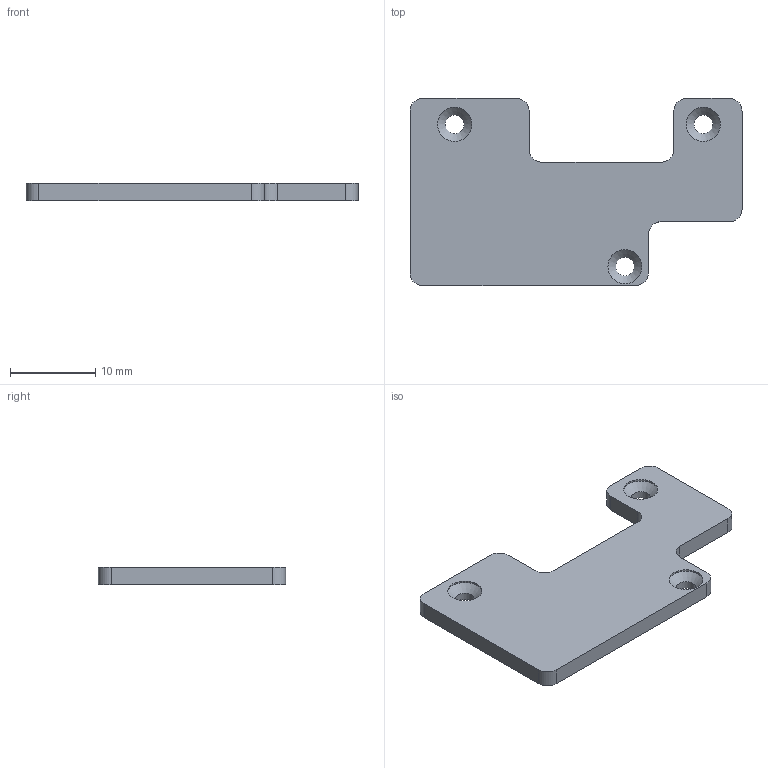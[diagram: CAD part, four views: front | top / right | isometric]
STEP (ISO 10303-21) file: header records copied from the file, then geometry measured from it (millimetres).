
FILE_DESCRIPTION(('FreeCAD Model'),'2;1');
FILE_NAME('Open CASCADE Shape Model','2024-05-31T10:49:21',(''),(''), 'Open CASCADE STEP processor 7.6','FreeCAD','Unknown');
FILE_SCHEMA(('AUTOMOTIVE_DESIGN { 1 0 10303 214 1 1 1 1 }'));
Length unit declared in the file: millimetre
Products named in the file (1): Heatspreader
Bounding box: 39 x 22 x 2 mm (x, y, z)
Volume: 1253.4 mm3; surface area: 1567.5 mm2
Topology: 1 solids, 1 shells, 31 faces, 81 edges, 52 vertices
Faces by surface type: cylinder 16, plane 12, cone 3
Full cylindrical faces by diameter (mm): 2.2 x3, 4 x3
Entity records: 2091 total; most frequent: CARTESIAN_POINT 417, DIRECTION 324, LINE 185, VECTOR 185, ORIENTED_EDGE 162, PCURVE 162, DEFINITIONAL_REPRESENTATION 162, EDGE_CURVE 81
